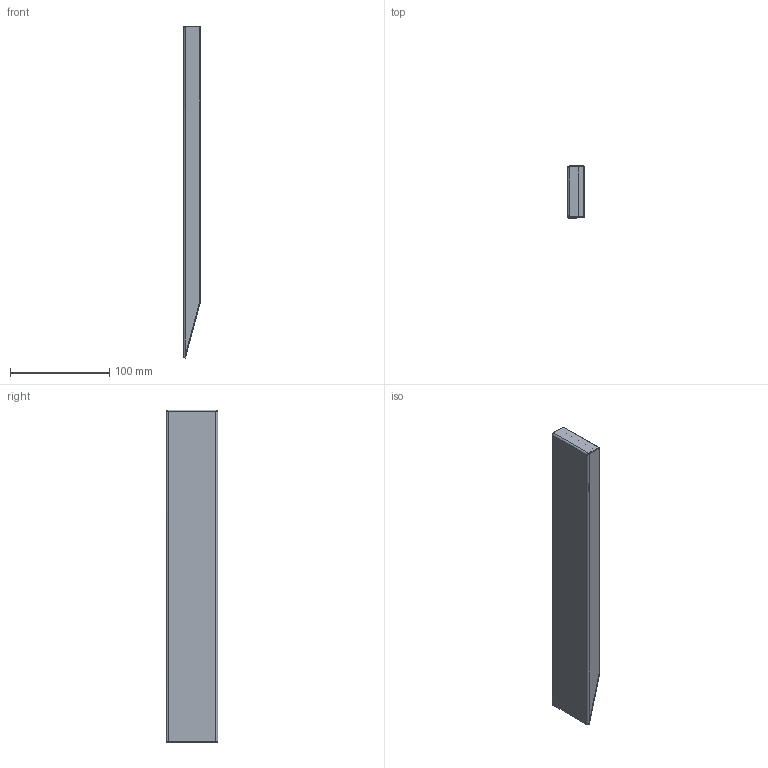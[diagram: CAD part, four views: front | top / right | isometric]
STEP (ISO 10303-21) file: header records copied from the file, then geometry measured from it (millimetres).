
FILE_DESCRIPTION(/* description */ (''),/* implementation_level */ '2;1');
FILE_NAME(/* name */ 'TBBA033501 - Customer.stp',/* time_stamp */ '2014-07-04T11:14:49+02:00',/* author */ ('bs'),/* organization */ (''),/* preprocessor_version */ 'ST-DEVELOPER v15.2',/* originating_system */ 'Autodesk Inventor 2014',/* authorisation */ '');
FILE_SCHEMA (('AUTOMOTIVE_DESIGN { 1 0 10303 214 3 1 1 }'));
Length unit declared in the file: inch
Products named in the file (1): TBBA033501 - Customer
Bounding box: 16.83 x 52 x 335.03 mm (x, y, z)
Volume: 107991.2 mm3; surface area: 92861.5 mm2
Topology: 1 solids, 1 shells, 53 faces, 124 edges, 74 vertices
Faces by surface type: plane 39, cylinder 10, bspline 4
Full cylindrical faces by diameter (mm): 6.647 x2, 12 x2
Entity records: 1648 total; most frequent: CARTESIAN_POINT 368, ORIENTED_EDGE 238, DIRECTION 234, EDGE_CURVE 118, LINE 86, VECTOR 86, AXIS2_PLACEMENT_3D 74, VERTEX_POINT 72
